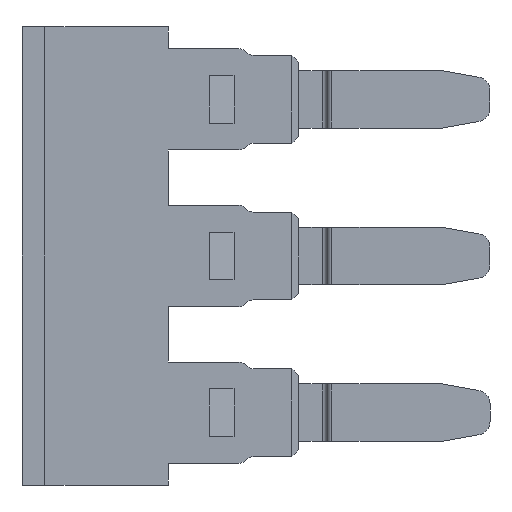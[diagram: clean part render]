
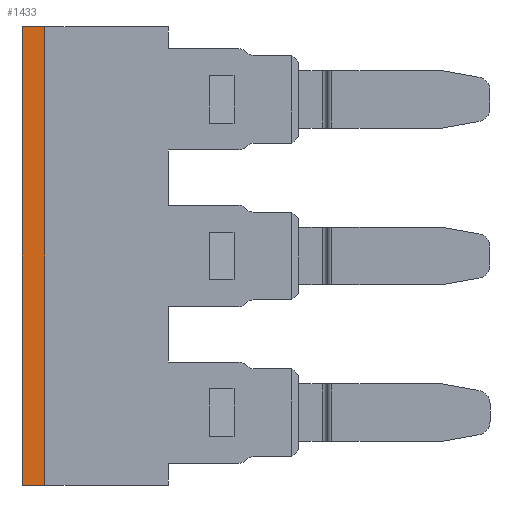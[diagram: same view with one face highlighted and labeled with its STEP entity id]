
A CAD part, left-side view. The second image highlights one B-rep face of the part: STEP entity #1433.
In plain terms, the highlighted planar face has unit normal (-1, 0, 0).
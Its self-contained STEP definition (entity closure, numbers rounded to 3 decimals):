
#78 = PLANE ( 'NONE',  #3056 ) ;
#118 = CARTESIAN_POINT ( 'NONE',  ( 108.495, 259.11, 149.04 ) ) ;
#122 = DIRECTION ( 'NONE',  ( 0., 0., 1. ) ) ;
#132 = DIRECTION ( 'NONE',  ( -1., 0., 0. ) ) ;
#134 = FACE_OUTER_BOUND ( 'NONE', #1955, .T. ) ;
#747 = CARTESIAN_POINT ( 'NONE',  ( 108.495, 260.31, 149.04 ) ) ;
#768 = CARTESIAN_POINT ( 'NONE',  ( 108.495, 260.31, 173.04 ) ) ;
#842 = CARTESIAN_POINT ( 'NONE',  ( 108.495, 259.11, 173.04 ) ) ;
#865 = CARTESIAN_POINT ( 'NONE',  ( 108.495, 259.11, 149.04 ) ) ;
#1095 = EDGE_CURVE ( 'NONE', #1640, #1643, #3883, .T. ) ;
#1127 = EDGE_CURVE ( 'NONE', #1584, #1643, #3966, .T. ) ;
#1136 = EDGE_CURVE ( 'NONE', #1640, #1590, #4010, .T. ) ;
#1165 = EDGE_CURVE ( 'NONE', #1590, #1584, #4097, .T. ) ;
#1433 = ADVANCED_FACE ( 'NONE', ( #134 ), #78, .T. ) ;
#1584 = VERTEX_POINT ( 'NONE', #747 ) ;
#1590 = VERTEX_POINT ( 'NONE', #768 ) ;
#1640 = VERTEX_POINT ( 'NONE', #842 ) ;
#1643 = VERTEX_POINT ( 'NONE', #865 ) ;
#1955 = EDGE_LOOP ( 'NONE', ( #2574, #2636, #2621, #2588 ) ) ;
#2574 = ORIENTED_EDGE ( 'NONE', *, *, #1095, .F. ) ;
#2588 = ORIENTED_EDGE ( 'NONE', *, *, #1127, .T. ) ;
#2621 = ORIENTED_EDGE ( 'NONE', *, *, #1165, .T. ) ;
#2636 = ORIENTED_EDGE ( 'NONE', *, *, #1136, .T. ) ;
#2666 = VECTOR ( 'NONE', #3859, 1000. ) ;
#2715 = VECTOR ( 'NONE', #3981, 1000. ) ;
#2718 = VECTOR ( 'NONE', #4006, 1000. ) ;
#2722 = VECTOR ( 'NONE', #4107, 1000. ) ;
#3056 = AXIS2_PLACEMENT_3D ( 'NONE', #118, #132, #122 ) ;
#3859 = DIRECTION ( 'NONE',  ( 0., 0., -1. ) ) ;
#3865 = CARTESIAN_POINT ( 'NONE',  ( 108.495, 259.11, 193.737 ) ) ;
#3883 = LINE ( 'NONE', #3865, #2666 ) ;
#3966 = LINE ( 'NONE', #3975, #2715 ) ;
#3975 = CARTESIAN_POINT ( 'NONE',  ( 108.495, 259.11, 149.04 ) ) ;
#3981 = DIRECTION ( 'NONE',  ( 0., -1., 0. ) ) ;
#4006 = DIRECTION ( 'NONE',  ( 0., 1., 0. ) ) ;
#4010 = LINE ( 'NONE', #4022, #2718 ) ;
#4022 = CARTESIAN_POINT ( 'NONE',  ( 108.495, 259.11, 173.04 ) ) ;
#4080 = CARTESIAN_POINT ( 'NONE',  ( 108.495, 260.31, 228.64 ) ) ;
#4097 = LINE ( 'NONE', #4080, #2722 ) ;
#4107 = DIRECTION ( 'NONE',  ( 0., 0., -1. ) ) ;
